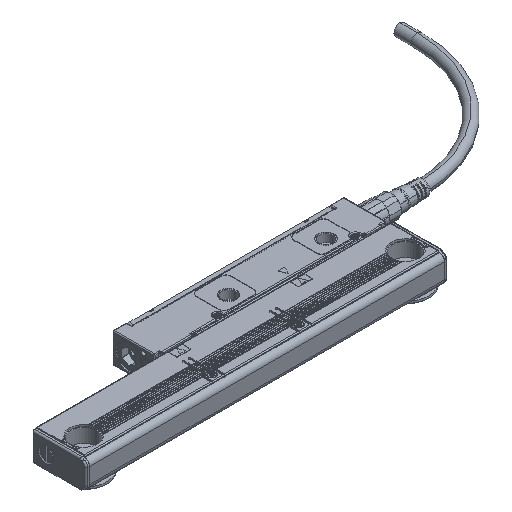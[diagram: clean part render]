
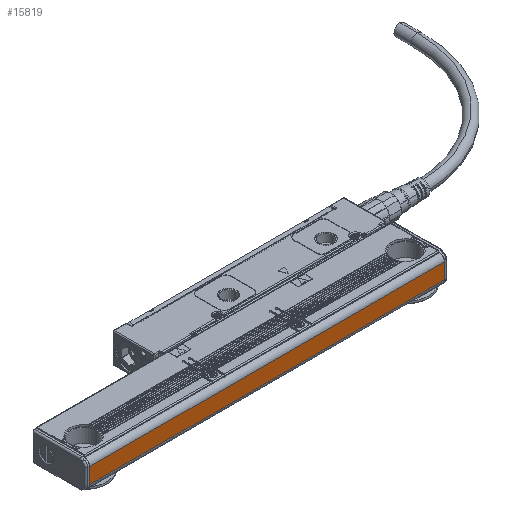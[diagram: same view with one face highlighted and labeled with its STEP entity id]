
A CAD part, isometric view. The second image highlights one B-rep face of the part: STEP entity #15819.
In plain terms, the highlighted planar face has unit normal (0, -1, 0).
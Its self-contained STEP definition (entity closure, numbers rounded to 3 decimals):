
#15806=AXIS2_PLACEMENT_3D('Plane Axis2P3D',#15803,#15804,#15805) ;
#7325=CARTESIAN_POINT('Vertex',(-204.,0.,12.)) ;
#7328=CARTESIAN_POINT('Line Origine',(-102.,0.,12.)) ;
#7332=CARTESIAN_POINT('Vertex',(0.,0.,12.)) ;
#11655=CARTESIAN_POINT('Line Origine',(0.,0.,7.5)) ;
#11659=CARTESIAN_POINT('Vertex',(0.,0.,3.)) ;
#15782=CARTESIAN_POINT('Vertex',(-204.,0.,3.)) ;
#15785=CARTESIAN_POINT('Line Origine',(-204.,0.,7.5)) ;
#15803=CARTESIAN_POINT('Axis2P3D Location',(0.,0.,15.)) ;
#15808=CARTESIAN_POINT('Line Origine',(-102.,0.,3.)) ;
#7329=DIRECTION('Vector Direction',(-1.,0.,0.)) ;
#11656=DIRECTION('Vector Direction',(0.,0.,-1.)) ;
#15786=DIRECTION('Vector Direction',(0.,0.,-1.)) ;
#15804=DIRECTION('Axis2P3D Direction',(0.,1.,0.)) ;
#15805=DIRECTION('Axis2P3D XDirection',(0.,0.,-1.)) ;
#15809=DIRECTION('Vector Direction',(-1.,0.,0.)) ;
#7330=VECTOR('Line Direction',#7329,1.) ;
#11657=VECTOR('Line Direction',#11656,1.) ;
#15787=VECTOR('Line Direction',#15786,1.) ;
#15810=VECTOR('Line Direction',#15809,1.) ;
#15814=ORIENTED_EDGE('',*,*,#15812,.F.) ;
#15815=ORIENTED_EDGE('',*,*,#11661,.F.) ;
#15816=ORIENTED_EDGE('',*,*,#7334,.T.) ;
#15817=ORIENTED_EDGE('',*,*,#15789,.T.) ;
#15819=ADVANCED_FACE('Brep With Voids',(#15818),#15807,.F.) ;
#7334=EDGE_CURVE('',#7333,#7326,#7331,.T.) ;
#11661=EDGE_CURVE('',#7333,#11660,#11658,.T.) ;
#15789=EDGE_CURVE('',#7326,#15783,#15788,.T.) ;
#15812=EDGE_CURVE('',#11660,#15783,#15811,.T.) ;
#15813=EDGE_LOOP('',(#15814,#15815,#15816,#15817)) ;
#15818=FACE_OUTER_BOUND('',#15813,.T.) ;
#7331=LINE('Line',#7328,#7330) ;
#11658=LINE('Line',#11655,#11657) ;
#15788=LINE('Line',#15785,#15787) ;
#15811=LINE('Line',#15808,#15810) ;
#15807=PLANE('Plane',#15806) ;
#7326=VERTEX_POINT('',#7325) ;
#7333=VERTEX_POINT('',#7332) ;
#11660=VERTEX_POINT('',#11659) ;
#15783=VERTEX_POINT('',#15782) ;
